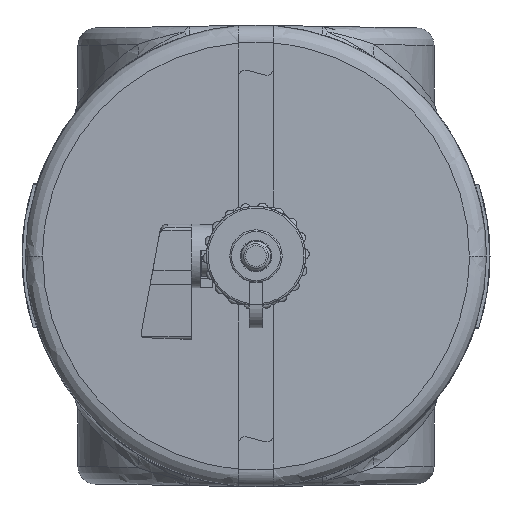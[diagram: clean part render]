
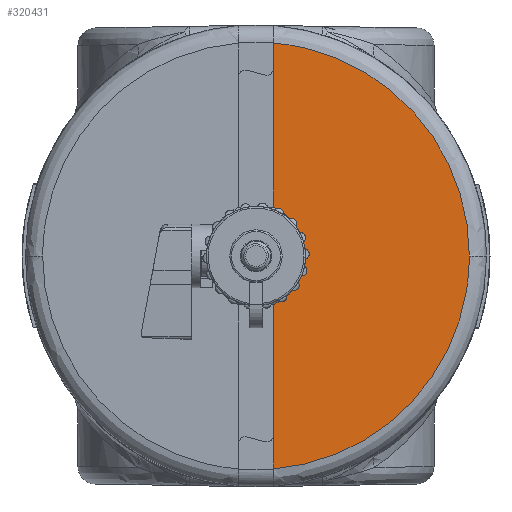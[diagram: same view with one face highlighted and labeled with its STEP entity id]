
A CAD part, front view. The second image highlights one B-rep face of the part: STEP entity #320431.
In plain terms, the highlighted face is planar.
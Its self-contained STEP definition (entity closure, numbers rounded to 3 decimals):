
#314378=CARTESIAN_POINT('',(0.,-164.021,61.087));
#314379=VERTEX_POINT('',#314378);
#314387=CARTESIAN_POINT('',(60.991,-165.0,5.));
#314388=VERTEX_POINT('',#314387);
#314389=CARTESIAN_POINT('',(0.,-165.089,-0.118));
#314390=DIRECTION('',(0.,-1.,0.017));
#314391=DIRECTION('',(0.,-0.017,-1.));
#314392=AXIS2_PLACEMENT_3D('',#314389,#314390,#314391);
#314393=ELLIPSE('',#314392,61.214,61.205);
#314394=EDGE_CURVE('',#314388,#314379,#314393,.T.);
#317149=CARTESIAN_POINT('',(14.,-165.0,5.));
#317150=VERTEX_POINT('',#317149);
#317157=CARTESIAN_POINT('',(-14.,-165.0,5.));
#317158=VERTEX_POINT('',#317157);
#317159=CARTESIAN_POINT('',(0.,-165.112,-1.389));
#317160=DIRECTION('',(0.,-1.,0.017));
#317161=DIRECTION('',(0.,-0.017,-1.));
#317162=AXIS2_PLACEMENT_3D('',#317159,#317160,#317161);
#317163=ELLIPSE('',#317162,15.391,15.389);
#317164=EDGE_CURVE('',#317150,#317158,#317163,.T.);
#317269=CARTESIAN_POINT('',(-60.991,-165.0,5.));
#317270=VERTEX_POINT('',#317269);
#317278=CARTESIAN_POINT('',(0.,-165.089,-0.118));
#317279=DIRECTION('',(0.,-1.,0.017));
#317280=DIRECTION('',(0.,-0.017,-1.));
#317281=AXIS2_PLACEMENT_3D('',#317278,#317279,#317280);
#317282=ELLIPSE('',#317281,61.214,61.205);
#317283=EDGE_CURVE('',#314379,#317270,#317282,.T.);
#320382=CARTESIAN_POINT('',(51.233,-165.0,5.));
#320383=VERTEX_POINT('',#320382);
#320384=CARTESIAN_POINT('',(60.991,-165.0,5.));
#320385=DIRECTION('',(-1.0,0.0,0.0));
#320386=VECTOR('',#320385,9.757);
#320387=LINE('',#320384,#320386);
#320388=EDGE_CURVE('',#314388,#320383,#320387,.T.);
#320400=CARTESIAN_POINT('',(0.,-165.0,5.));
#320401=DIRECTION('',(0.,-1.,0.017));
#320402=DIRECTION('',(0.0,-0.017,-1.));
#320403=AXIS2_PLACEMENT_3D('',#320400,#320401,#320402);
#320404=PLANE('',#320403);
#320405=ORIENTED_EDGE('',*,*,#320388,.F.);
#320406=ORIENTED_EDGE('',*,*,#314394,.T.);
#320407=ORIENTED_EDGE('',*,*,#317283,.T.);
#320408=CARTESIAN_POINT('',(-53.767,-165.0,5.));
#320409=VERTEX_POINT('',#320408);
#320410=CARTESIAN_POINT('',(-53.767,-165.0,5.));
#320411=DIRECTION('',(-1.0,0.0,0.0));
#320412=VECTOR('',#320411,7.224);
#320413=LINE('',#320410,#320412);
#320414=EDGE_CURVE('',#320409,#317270,#320413,.T.);
#320415=ORIENTED_EDGE('',*,*,#320414,.F.);
#320416=CARTESIAN_POINT('',(-14.,-165.0,5.));
#320417=DIRECTION('',(-1.0,0.0,0.0));
#320418=VECTOR('',#320417,39.767);
#320419=LINE('',#320416,#320418);
#320420=EDGE_CURVE('',#317158,#320409,#320419,.T.);
#320421=ORIENTED_EDGE('',*,*,#320420,.F.);
#320422=ORIENTED_EDGE('',*,*,#317164,.F.);
#320423=CARTESIAN_POINT('',(51.233,-165.0,5.));
#320424=DIRECTION('',(-1.0,0.0,0.0));
#320425=VECTOR('',#320424,37.233);
#320426=LINE('',#320423,#320425);
#320427=EDGE_CURVE('',#320383,#317150,#320426,.T.);
#320428=ORIENTED_EDGE('',*,*,#320427,.F.);
#320429=EDGE_LOOP('',(#320405,#320406,#320407,#320415,#320421,#320422,#320428));
#320430=FACE_OUTER_BOUND('',#320429,.T.);
#320431=ADVANCED_FACE('',(#320430),#320404,.T.);
